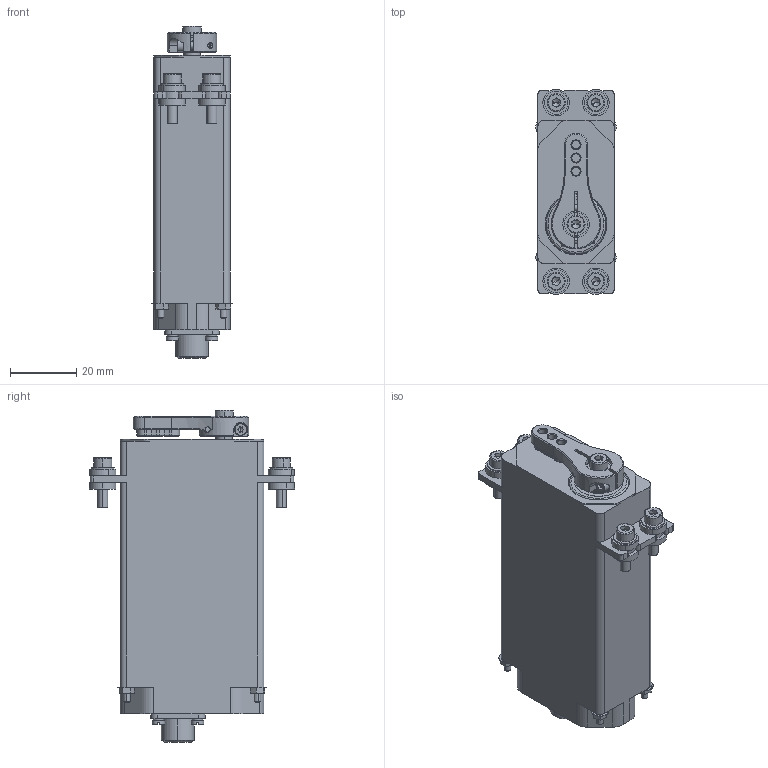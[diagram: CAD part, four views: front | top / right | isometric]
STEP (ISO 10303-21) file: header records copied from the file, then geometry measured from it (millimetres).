
FILE_DESCRIPTION (( 'STEP AP214' ), '1' );
FILE_NAME ('贈婝.654116.42.STEP', '2018-04-28T12:02:21', ( '砐錪賧瘔蠈錪 Windows' ), ( '' ), 'SwSTEP 2.0', 'SolidWorks 2017', '' );
FILE_SCHEMA (( 'AUTOMOTIVE_DESIGN' ));
Length unit declared in the file: millimetre
Products named in the file (1): 贈婝.654116.42
Bounding box: 24.3 x 62 x 100.4 mm (x, y, z)
Volume: 85718.3 mm3; surface area: 20151.7 mm2
Topology: 26 solids, 36 shells, 1178 faces, 2997 edges, 1937 vertices
Faces by surface type: cylinder 572, plane 482, cone 94, torus 30
Entity records: 37611 total; most frequent: CARTESIAN_POINT 7823, DIRECTION 6470, ORIENTED_EDGE 5966, EDGE_CURVE 2983, AXIS2_PLACEMENT_3D 2532, VERTEX_POINT 1937, VECTOR 1406, LINE 1406
